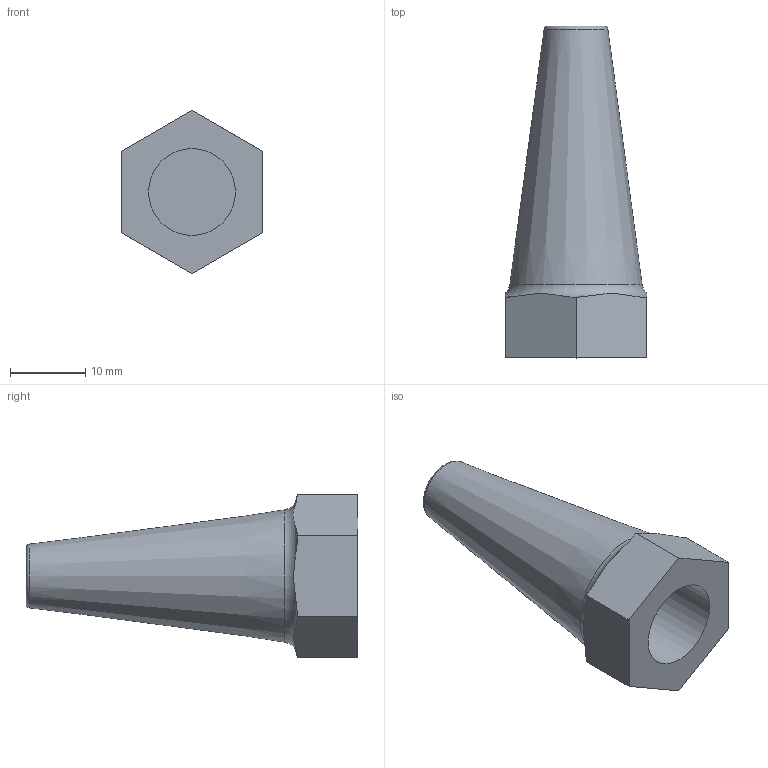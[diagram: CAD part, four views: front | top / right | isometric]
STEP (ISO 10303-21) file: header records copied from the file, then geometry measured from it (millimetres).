
FILE_DESCRIPTION(/* description */ ('STEP AP242','CAx-IF Rec.Pracs.---Representation and Presentation of Product Manufacturing Information (PMI)---4.0---2014-10-13'),/* implementation_level */ '2;1');
FILE_NAME(/* name */ 'Suspension Travel Sensor Metal 3D Printed Mount.step',/* time_stamp */ '2025-03-01T13:33:39-05:00',/* author */ (''),/* organization */ (''),/* preprocessor_version */ 'ST-DEVELOPER v20',/* originating_system */ 'Autodesk Translation Framework v13.20.0.188',/* authorisation */ '');
FILE_SCHEMA (('AP242_MANAGED_MODEL_BASED_3D_ENGINEERING_MIM_LF { 1 0 10303 442 1 1 4 }'));
Length unit declared in the file: millimetre
Products named in the file (1): AFCO 63 Main Assem
Bounding box: 18.7 x 44 x 21.59 mm (x, y, z)
Volume: 5982.9 mm3; surface area: 3052.3 mm2
Topology: 1 solids, 1 shells, 21 faces, 51 edges, 34 vertices
Faces by surface type: plane 16, torus 2, cylinder 2, cone 1
Full cylindrical faces by diameter (mm): 3.797 x1, 11.509 x1
Entity records: 731 total; most frequent: CARTESIAN_POINT 191, DIRECTION 107, ORIENTED_EDGE 102, EDGE_CURVE 51, AXIS2_PLACEMENT_3D 40, VERTEX_POINT 34, LINE 27, VECTOR 27
